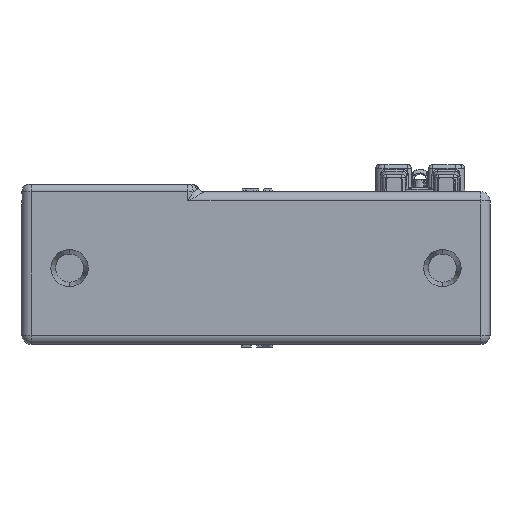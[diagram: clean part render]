
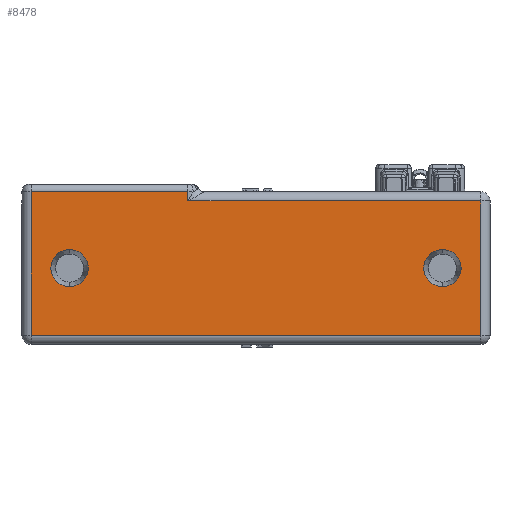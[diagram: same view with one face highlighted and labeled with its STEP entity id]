
A CAD part, front view. The second image highlights one B-rep face of the part: STEP entity #8478.
In plain terms, the highlighted planar face has unit normal (0, -1, 0).
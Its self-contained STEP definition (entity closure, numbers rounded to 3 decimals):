
#632 = CARTESIAN_POINT ( 'NONE',  ( -120.5, -163.5, 41. ) ) ;
#633 = PLANE ( 'NONE',  #13852 ) ;
#634 = DIRECTION ( 'NONE',  ( 0., 1., 0. ) ) ;
#635 = DIRECTION ( 'NONE',  ( 0., 0., 1. ) ) ;
#918 = CARTESIAN_POINT ( 'NONE',  ( 120.5, -163.5, 41. ) ) ;
#921 = DIRECTION ( 'NONE',  ( 0., 0., -1. ) ) ;
#924 = CARTESIAN_POINT ( 'NONE',  ( -36.5, -163.5, 36. ) ) ;
#927 = DIRECTION ( 'NONE',  ( -1., 0., 0. ) ) ;
#1106 = CARTESIAN_POINT ( 'NONE',  ( -100., -163.5, 0. ) ) ;
#1109 = DIRECTION ( 'NONE',  ( 0., -1., 0. ) ) ;
#1110 = DIRECTION ( 'NONE',  ( 0., 0., -1. ) ) ;
#1129 = CARTESIAN_POINT ( 'NONE',  ( -120.5, -163.5, 41. ) ) ;
#1130 = DIRECTION ( 'NONE',  ( -1., 0., 0. ) ) ;
#1167 = CARTESIAN_POINT ( 'NONE',  ( 100., -163.5, 0. ) ) ;
#1203 = DIRECTION ( 'NONE',  ( 0., -1., 0. ) ) ;
#1204 = DIRECTION ( 'NONE',  ( 0., 0., -1. ) ) ;
#2908 = FACE_BOUND ( 'NONE', #10479, .T. ) ;
#2914 = FACE_BOUND ( 'NONE', #10332, .T. ) ;
#2916 = FACE_OUTER_BOUND ( 'NONE', #10465, .T. ) ;
#3028 = LINE ( 'NONE', #918, #3033 ) ;
#3032 = LINE ( 'NONE', #924, #3038 ) ;
#3033 = VECTOR ( 'NONE', #921, 1000. ) ;
#3038 = VECTOR ( 'NONE', #927, 1000. ) ;
#3092 = CIRCLE ( 'NONE', #13918, 10. ) ;
#3101 = LINE ( 'NONE', #1129, #3102 ) ;
#3102 = VECTOR ( 'NONE', #1130, 1000. ) ;
#3107 = CIRCLE ( 'NONE', #13931, 10. ) ;
#3325 = EDGE_CURVE ( 'NONE', #6282, #6273, #4500, .T. ) ;
#3792 = ORIENTED_EDGE ( 'NONE', *, *, #12942, .F. ) ;
#3793 = ORIENTED_EDGE ( 'NONE', *, *, #14208, .F. ) ;
#3794 = ORIENTED_EDGE ( 'NONE', *, *, #10802, .F. ) ;
#3795 = ORIENTED_EDGE ( 'NONE', *, *, #14194, .F. ) ;
#3796 = ORIENTED_EDGE ( 'NONE', *, *, #5962, .F. ) ;
#3797 = ORIENTED_EDGE ( 'NONE', *, *, #12933, .T. ) ;
#3798 = ORIENTED_EDGE ( 'NONE', *, *, #5963, .T. ) ;
#3799 = ORIENTED_EDGE ( 'NONE', *, *, #3325, .T. ) ;
#3800 = ORIENTED_EDGE ( 'NONE', *, *, #10756, .F. ) ;
#3801 = ORIENTED_EDGE ( 'NONE', *, *, #10759, .T. ) ;
#4493 = VECTOR ( 'NONE', #7327, 1000. ) ;
#4500 = LINE ( 'NONE', #7307, #4493 ) ;
#4583 = VECTOR ( 'NONE', #7953, 1000. ) ;
#4587 = LINE ( 'NONE', #7949, #4590 ) ;
#4588 = LINE ( 'NONE', #7938, #4583 ) ;
#4590 = VECTOR ( 'NONE', #7958, 1000. ) ;
#5878 = CARTESIAN_POINT ( 'NONE',  ( -100., -163.5, 0. ) ) ;
#5888 = DIRECTION ( 'NONE',  ( 0., -1., 0. ) ) ;
#5889 = DIRECTION ( 'NONE',  ( 0., 0., -1. ) ) ;
#5909 = CARTESIAN_POINT ( 'NONE',  ( 100., -163.5, 0. ) ) ;
#5922 = DIRECTION ( 'NONE',  ( 0., -1., 0. ) ) ;
#5923 = DIRECTION ( 'NONE',  ( 0., 0., -1. ) ) ;
#5962 = EDGE_CURVE ( 'NONE', #6146, #6326, #4588, .T. ) ;
#5963 = EDGE_CURVE ( 'NONE', #6147, #6282, #4587, .T. ) ;
#6008 = VERTEX_POINT ( 'NONE', #8022 ) ;
#6011 = VERTEX_POINT ( 'NONE', #8028 ) ;
#6018 = VERTEX_POINT ( 'NONE', #8040 ) ;
#6023 = VERTEX_POINT ( 'NONE', #8050 ) ;
#6146 = VERTEX_POINT ( 'NONE', #11536 ) ;
#6147 = VERTEX_POINT ( 'NONE', #11537 ) ;
#6273 = VERTEX_POINT ( 'NONE', #11640 ) ;
#6282 = VERTEX_POINT ( 'NONE', #11645 ) ;
#6323 = VERTEX_POINT ( 'NONE', #11668 ) ;
#6326 = VERTEX_POINT ( 'NONE', #11670 ) ;
#7307 = CARTESIAN_POINT ( 'NONE',  ( -120.5, -163.5, -36. ) ) ;
#7327 = DIRECTION ( 'NONE',  ( 1., 0., 0. ) ) ;
#7857 = CIRCLE ( 'NONE', #8741, 10. ) ;
#7901 = CIRCLE ( 'NONE', #8747, 10. ) ;
#7938 = CARTESIAN_POINT ( 'NONE',  ( -36.5, -163.5, 45. ) ) ;
#7949 = CARTESIAN_POINT ( 'NONE',  ( -120.5, -163.5, 41. ) ) ;
#7953 = DIRECTION ( 'NONE',  ( 0., 0., -1. ) ) ;
#7958 = DIRECTION ( 'NONE',  ( 0., 0., -1. ) ) ;
#8022 = CARTESIAN_POINT ( 'NONE',  ( 100., -163.5, -10. ) ) ;
#8028 = CARTESIAN_POINT ( 'NONE',  ( -100., -163.5, -10. ) ) ;
#8040 = CARTESIAN_POINT ( 'NONE',  ( 100., -163.5, 10. ) ) ;
#8050 = CARTESIAN_POINT ( 'NONE',  ( -100., -163.5, 10. ) ) ;
#8478 = ADVANCED_FACE ( 'NONE', ( #2908, #2914, #2916 ), #633, .F. ) ;
#8741 = AXIS2_PLACEMENT_3D ( 'NONE', #5878, #5888, #5889 ) ;
#8747 = AXIS2_PLACEMENT_3D ( 'NONE', #5909, #5922, #5923 ) ;
#10332 = EDGE_LOOP ( 'NONE', ( #3794, #3795 ) ) ;
#10465 = EDGE_LOOP ( 'NONE', ( #3796, #3797, #3798, #3799, #3800, #3801 ) ) ;
#10479 = EDGE_LOOP ( 'NONE', ( #3792, #3793 ) ) ;
#10756 = EDGE_CURVE ( 'NONE', #6323, #6273, #3028, .T. ) ;
#10759 = EDGE_CURVE ( 'NONE', #6323, #6326, #3032, .T. ) ;
#10802 = EDGE_CURVE ( 'NONE', #6011, #6023, #3092, .T. ) ;
#11536 = CARTESIAN_POINT ( 'NONE',  ( -36.5, -163.5, 41. ) ) ;
#11537 = CARTESIAN_POINT ( 'NONE',  ( -120.5, -163.5, 41. ) ) ;
#11640 = CARTESIAN_POINT ( 'NONE',  ( 120.5, -163.5, -36. ) ) ;
#11645 = CARTESIAN_POINT ( 'NONE',  ( -120.5, -163.5, -36. ) ) ;
#11668 = CARTESIAN_POINT ( 'NONE',  ( 120.5, -163.5, 36. ) ) ;
#11670 = CARTESIAN_POINT ( 'NONE',  ( -36.5, -163.5, 36. ) ) ;
#12933 = EDGE_CURVE ( 'NONE', #6146, #6147, #3101, .T. ) ;
#12942 = EDGE_CURVE ( 'NONE', #6008, #6018, #3107, .T. ) ;
#13852 = AXIS2_PLACEMENT_3D ( 'NONE', #632, #634, #635 ) ;
#13918 = AXIS2_PLACEMENT_3D ( 'NONE', #1106, #1109, #1110 ) ;
#13931 = AXIS2_PLACEMENT_3D ( 'NONE', #1167, #1203, #1204 ) ;
#14194 = EDGE_CURVE ( 'NONE', #6023, #6011, #7857, .T. ) ;
#14208 = EDGE_CURVE ( 'NONE', #6018, #6008, #7901, .T. ) ;
